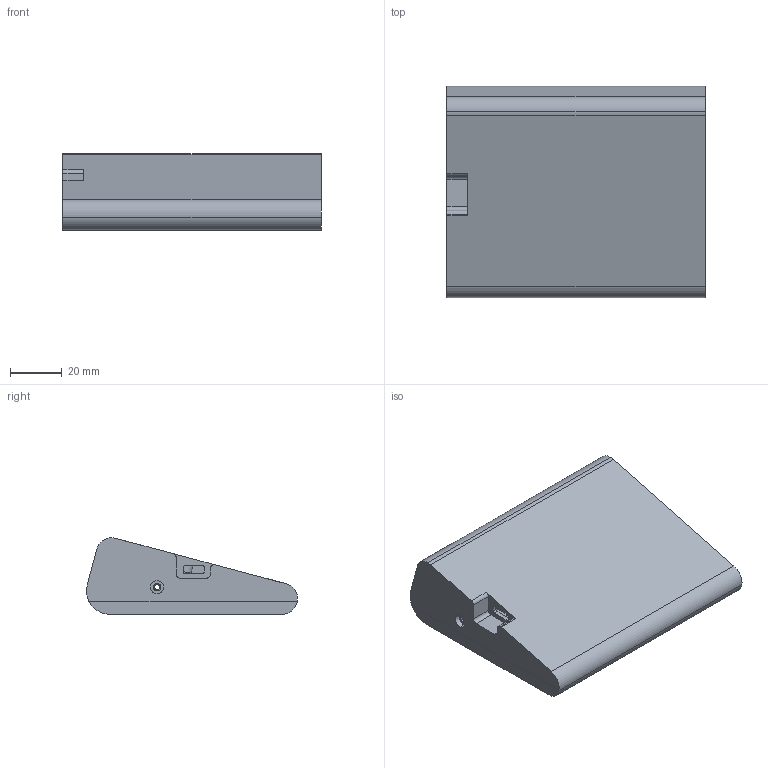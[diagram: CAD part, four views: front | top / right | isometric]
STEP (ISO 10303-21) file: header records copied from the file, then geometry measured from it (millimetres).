
FILE_DESCRIPTION (( 'STEP AP214' ), '1' );
FILE_NAME ('PG21 Triangular Case Open Source File.STEP', '2025-11-24T18:51:47', ( '' ), ( '' ), 'SwSTEP 2.0', 'SolidWorks 2026', '' );
FILE_SCHEMA (( 'AUTOMOTIVE_DESIGN' ));
Length unit declared in the file: millimetre
Products named in the file (1): PG21 Triangular Case Open Source File
Bounding box: 100 x 81.69 x 29.58 mm (x, y, z)
Volume: 39434 mm3; surface area: 48139.9 mm2
Topology: 2 solids, 2 shells, 248 faces, 646 edges, 422 vertices
Faces by surface type: cylinder 120, plane 116, cone 6, torus 6
Entity records: 7760 total; most frequent: CARTESIAN_POINT 1423, DIRECTION 1372, ORIENTED_EDGE 1292, EDGE_CURVE 646, AXIS2_PLACEMENT_3D 497, VERTEX_POINT 422, LINE 378, VECTOR 378
